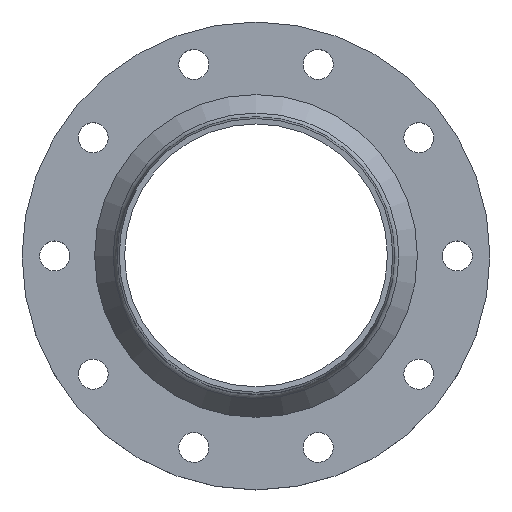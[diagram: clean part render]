
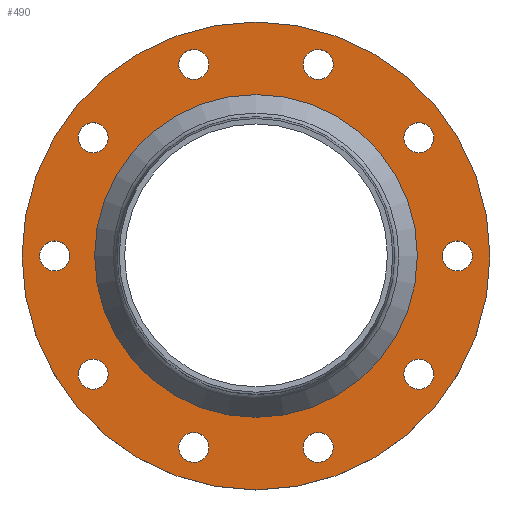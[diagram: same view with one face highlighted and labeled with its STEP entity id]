
A CAD part, top view. The second image highlights one B-rep face of the part: STEP entity #490.
In plain terms, the highlighted planar face has unit normal (0, 0, 1).
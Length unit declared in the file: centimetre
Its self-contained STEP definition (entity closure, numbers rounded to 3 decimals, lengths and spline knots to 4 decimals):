
#32=FACE_BOUND('',#93,.T.);
#33=FACE_BOUND('',#94,.T.);
#34=FACE_BOUND('',#95,.T.);
#35=FACE_BOUND('',#96,.T.);
#36=FACE_BOUND('',#97,.T.);
#37=FACE_BOUND('',#98,.T.);
#38=FACE_BOUND('',#99,.T.);
#39=FACE_BOUND('',#100,.T.);
#40=FACE_BOUND('',#101,.T.);
#41=FACE_BOUND('',#102,.T.);
#42=FACE_BOUND('',#103,.T.);
#54=PLANE('',#540);
#66=FACE_OUTER_BOUND('',#92,.T.);
#92=EDGE_LOOP('',(#370));
#93=EDGE_LOOP('',(#371));
#94=EDGE_LOOP('',(#372));
#95=EDGE_LOOP('',(#373));
#96=EDGE_LOOP('',(#374));
#97=EDGE_LOOP('',(#375));
#98=EDGE_LOOP('',(#376));
#99=EDGE_LOOP('',(#377));
#100=EDGE_LOOP('',(#378));
#101=EDGE_LOOP('',(#379));
#102=EDGE_LOOP('',(#380));
#103=EDGE_LOOP('',(#381));
#170=CIRCLE('',#511,5.5);
#172=CIRCLE('',#514,5.5);
#174=CIRCLE('',#517,5.5);
#176=CIRCLE('',#520,5.5);
#178=CIRCLE('',#523,5.5);
#180=CIRCLE('',#526,5.5);
#182=CIRCLE('',#529,5.5);
#184=CIRCLE('',#532,5.5);
#186=CIRCLE('',#535,5.5);
#188=CIRCLE('',#538,5.5);
#190=CIRCLE('',#541,86.);
#191=CIRCLE('',#542,57.7);
#218=VERTEX_POINT('',#762);
#220=VERTEX_POINT('',#768);
#222=VERTEX_POINT('',#774);
#224=VERTEX_POINT('',#780);
#226=VERTEX_POINT('',#786);
#228=VERTEX_POINT('',#792);
#230=VERTEX_POINT('',#798);
#232=VERTEX_POINT('',#804);
#234=VERTEX_POINT('',#810);
#236=VERTEX_POINT('',#816);
#238=VERTEX_POINT('',#822);
#239=VERTEX_POINT('',#824);
#262=EDGE_CURVE('',#218,#218,#170,.T.);
#265=EDGE_CURVE('',#220,#220,#172,.T.);
#268=EDGE_CURVE('',#222,#222,#174,.T.);
#271=EDGE_CURVE('',#224,#224,#176,.T.);
#274=EDGE_CURVE('',#226,#226,#178,.T.);
#277=EDGE_CURVE('',#228,#228,#180,.T.);
#280=EDGE_CURVE('',#230,#230,#182,.T.);
#283=EDGE_CURVE('',#232,#232,#184,.T.);
#286=EDGE_CURVE('',#234,#234,#186,.T.);
#289=EDGE_CURVE('',#236,#236,#188,.T.);
#292=EDGE_CURVE('',#238,#238,#190,.T.);
#293=EDGE_CURVE('',#239,#239,#191,.T.);
#370=ORIENTED_EDGE('',*,*,#292,.T.);
#371=ORIENTED_EDGE('',*,*,#262,.T.);
#372=ORIENTED_EDGE('',*,*,#265,.T.);
#373=ORIENTED_EDGE('',*,*,#268,.T.);
#374=ORIENTED_EDGE('',*,*,#271,.T.);
#375=ORIENTED_EDGE('',*,*,#274,.T.);
#376=ORIENTED_EDGE('',*,*,#277,.T.);
#377=ORIENTED_EDGE('',*,*,#280,.T.);
#378=ORIENTED_EDGE('',*,*,#283,.T.);
#379=ORIENTED_EDGE('',*,*,#286,.T.);
#380=ORIENTED_EDGE('',*,*,#289,.T.);
#381=ORIENTED_EDGE('',*,*,#293,.F.);
#490=ADVANCED_FACE('',(#66,#32,#33,#34,#35,#36,#37,#38,#39,#40,#41,#42),
#54,.T.);
#511=AXIS2_PLACEMENT_3D('',#763,#591,#592);
#514=AXIS2_PLACEMENT_3D('',#769,#598,#599);
#517=AXIS2_PLACEMENT_3D('',#775,#605,#606);
#520=AXIS2_PLACEMENT_3D('',#781,#612,#613);
#523=AXIS2_PLACEMENT_3D('',#787,#619,#620);
#526=AXIS2_PLACEMENT_3D('',#793,#626,#627);
#529=AXIS2_PLACEMENT_3D('',#799,#633,#634);
#532=AXIS2_PLACEMENT_3D('',#805,#640,#641);
#535=AXIS2_PLACEMENT_3D('',#811,#647,#648);
#538=AXIS2_PLACEMENT_3D('',#817,#654,#655);
#540=AXIS2_PLACEMENT_3D('',#821,#659,#660);
#541=AXIS2_PLACEMENT_3D('',#823,#661,#662);
#542=AXIS2_PLACEMENT_3D('',#825,#663,#664);
#591=DIRECTION('center_axis',(0.,0.,
-1.));
#592=DIRECTION('ref_axis',(0.309,-0.951,0.));
#598=DIRECTION('center_axis',(0.,0.,
-1.));
#599=DIRECTION('ref_axis',(-0.309,-0.951,0.));
#605=DIRECTION('center_axis',(0.,0.,
-1.));
#606=DIRECTION('ref_axis',(1.,0.,0.));
#612=DIRECTION('center_axis',(0.,0.,
-1.));
#613=DIRECTION('ref_axis',(0.309,0.951,0.));
#619=DIRECTION('center_axis',(0.,0.,
-1.));
#620=DIRECTION('ref_axis',(-0.809,0.588,0.));
#626=DIRECTION('center_axis',(0.,0.,
-1.));
#627=DIRECTION('ref_axis',(-1.,0.,0.));
#633=DIRECTION('center_axis',(0.,0.,
-1.));
#634=DIRECTION('ref_axis',(-0.309,0.951,0.));
#640=DIRECTION('center_axis',(0.,0.,
-1.));
#641=DIRECTION('ref_axis',(0.809,0.588,0.));
#647=DIRECTION('center_axis',(0.,0.,
-1.));
#648=DIRECTION('ref_axis',(0.809,-0.588,0.));
#654=DIRECTION('center_axis',(0.,0.,
-1.));
#655=DIRECTION('ref_axis',(-0.809,-0.588,0.));
#659=DIRECTION('center_axis',(0.,0.,
1.));
#660=DIRECTION('ref_axis',(0.,-1.,0.));
#661=DIRECTION('center_axis',(0.,0.,
1.));
#662=DIRECTION('ref_axis',(1.,0.,0.));
#663=DIRECTION('center_axis',(0.,0.,
1.));
#664=DIRECTION('ref_axis',(1.,0.,0.));
#762=CARTESIAN_POINT('',(168.8433,230.8248,-39.5));
#763=CARTESIAN_POINT('Origin',(170.5429,225.594,-39.5));
#768=CARTESIAN_POINT('',(217.977,230.8248,-39.5));
#769=CARTESIAN_POINT('Origin',(216.2774,225.594,-39.5));
#774=CARTESIAN_POINT('',(113.9102,155.2158,-39.5));
#775=CARTESIAN_POINT('Origin',(119.4102,155.2158,-39.5));
#780=CARTESIAN_POINT('',(168.8433,79.6068,-39.5));
#781=CARTESIAN_POINT('Origin',(170.5429,84.8376,-39.5));
#786=CARTESIAN_POINT('',(257.727,108.4869,-39.5));
#787=CARTESIAN_POINT('Origin',(253.2774,111.7197,-39.5));
#792=CARTESIAN_POINT('',(272.9102,155.2158,-39.5));
#793=CARTESIAN_POINT('Origin',(267.4102,155.2158,-39.5));
#798=CARTESIAN_POINT('',(217.977,79.6068,-39.5));
#799=CARTESIAN_POINT('Origin',(216.2774,84.8376,-39.5));
#804=CARTESIAN_POINT('',(129.0933,108.4869,-39.5));
#805=CARTESIAN_POINT('Origin',(133.5429,111.7197,-39.5));
#810=CARTESIAN_POINT('',(129.0933,201.9447,-39.5));
#811=CARTESIAN_POINT('Origin',(133.5429,198.7119,-39.5));
#816=CARTESIAN_POINT('',(257.727,201.9447,-39.5));
#817=CARTESIAN_POINT('Origin',(253.2774,198.7119,-39.5));
#821=CARTESIAN_POINT('Origin',(265.2602,155.2158,-39.5));
#822=CARTESIAN_POINT('',(107.4102,155.2158,-39.5));
#823=CARTESIAN_POINT('Origin',(193.4102,155.2158,-39.5));
#824=CARTESIAN_POINT('',(135.7102,155.2158,-39.5));
#825=CARTESIAN_POINT('Origin',(193.4102,155.2158,-39.5));
